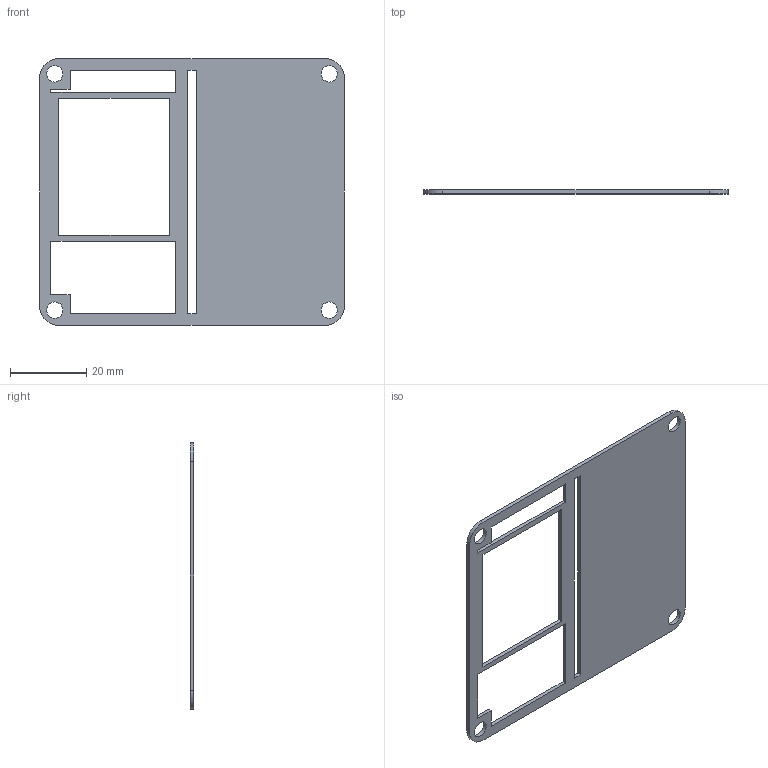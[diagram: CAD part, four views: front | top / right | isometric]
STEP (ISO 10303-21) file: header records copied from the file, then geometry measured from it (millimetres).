
FILE_DESCRIPTION(/* description */ (''),/* implementation_level */ '2;1');
FILE_NAME(/* name */ 'Roof Hermetic Seal.step',/* time_stamp */ '2020-03-24T18:31:48+01:00',/* author */ (''),/* organization */ (''),/* preprocessor_version */ 'ST-DEVELOPER v18',/* originating_system */ 'Autodesk Translation Framework v8.12.0.6',/* authorisation */ '');
FILE_SCHEMA (('AUTOMOTIVE_DESIGN { 1 0 10303 214 3 1 1 }'));
Length unit declared in the file: millimetre
Products named in the file (1): Roof Hermetic Seal
Bounding box: 80 x 1 x 70 mm (x, y, z)
Volume: 3564.2 mm3; surface area: 7917.2 mm2
Topology: 1 solids, 1 shells, 34 faces, 96 edges, 64 vertices
Faces by surface type: plane 26, cylinder 8
Full cylindrical faces by diameter (mm): 4.3 x4
Entity records: 1161 total; most frequent: CARTESIAN_POINT 195, ORIENTED_EDGE 192, DIRECTION 182, EDGE_CURVE 96, LINE 80, VECTOR 80, VERTEX_POINT 64, AXIS2_PLACEMENT_3D 51
